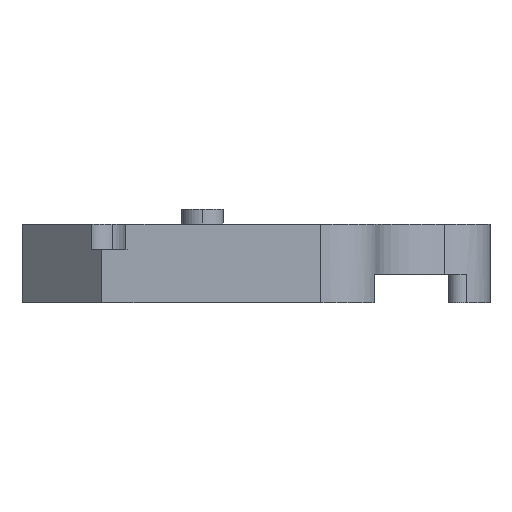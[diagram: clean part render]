
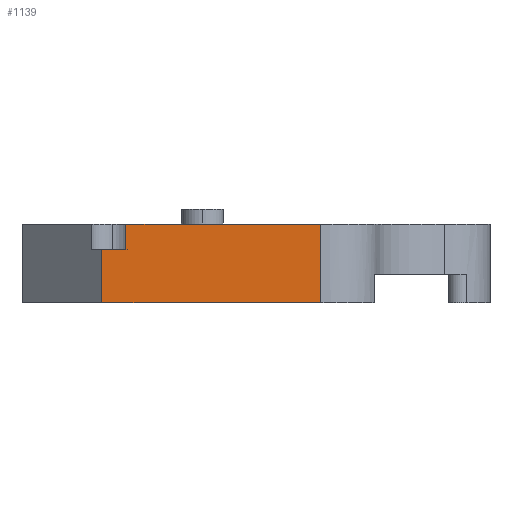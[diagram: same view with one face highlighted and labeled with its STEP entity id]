
A CAD part, left-side view. The second image highlights one B-rep face of the part: STEP entity #1139.
In plain terms, the highlighted planar face has unit normal (-1, 0, 0).
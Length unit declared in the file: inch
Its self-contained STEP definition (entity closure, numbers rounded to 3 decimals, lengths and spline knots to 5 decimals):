
#61 = ORIENTED_EDGE ( 'NONE', *, *, #374, .T. ) ;
#129 = CARTESIAN_POINT ( 'NONE',  ( -1.07159, 0.67976, 0.22244 ) ) ;
#371 = VERTEX_POINT ( 'NONE', #1109 ) ;
#374 = EDGE_CURVE ( 'NONE', #2252, #1687, #2296, .T. ) ;
#425 = EDGE_CURVE ( 'NONE', #371, #2467, #2097, .T. ) ;
#443 = ORIENTED_EDGE ( 'NONE', *, *, #1808, .F. ) ;
#489 = VECTOR ( 'NONE', #597, 39.37008 ) ;
#555 = DIRECTION ( 'NONE',  ( 0., -1., 0. ) ) ;
#558 = DIRECTION ( 'NONE',  ( 0., 0., 1. ) ) ;
#597 = DIRECTION ( 'NONE',  ( 0., 0., -1. ) ) ;
#645 = CARTESIAN_POINT ( 'NONE',  ( -1.07159, 0.67976, -0.125 ) ) ;
#647 = CARTESIAN_POINT ( 'NONE',  ( -1.07159, 0.67976, 0.11044 ) ) ;
#690 = VERTEX_POINT ( 'NONE', #2416 ) ;
#784 = EDGE_CURVE ( 'NONE', #690, #2002, #1131, .T. ) ;
#838 = EDGE_CURVE ( 'NONE', #2252, #2467, #1959, .T. ) ;
#844 = VECTOR ( 'NONE', #1703, 39.37008 ) ;
#1010 = VECTOR ( 'NONE', #1372, 39.37008 ) ;
#1015 = LINE ( 'NONE', #647, #1790 ) ;
#1055 = VECTOR ( 'NONE', #555, 39.37008 ) ;
#1109 = CARTESIAN_POINT ( 'NONE',  ( -1.07159, 0.67976, 0.11044 ) ) ;
#1117 = ORIENTED_EDGE ( 'NONE', *, *, #1618, .F. ) ;
#1131 = LINE ( 'NONE', #1902, #1010 ) ;
#1139 = ADVANCED_FACE ( 'NONE', ( #1853 ), #1466, .T. ) ;
#1160 = ORIENTED_EDGE ( 'NONE', *, *, #425, .T. ) ;
#1281 = ORIENTED_EDGE ( 'NONE', *, *, #784, .F. ) ;
#1299 = CARTESIAN_POINT ( 'NONE',  ( -1.07159, 0.57369, 0.22244 ) ) ;
#1300 = CARTESIAN_POINT ( 'NONE',  ( -1.07159, -0.2857, -0.125 ) ) ;
#1304 = CARTESIAN_POINT ( 'NONE',  ( -1.07159, -0.60903, -0.125 ) ) ;
#1326 = CARTESIAN_POINT ( 'NONE',  ( -1.07159, -0.2857, 0.22244 ) ) ;
#1372 = DIRECTION ( 'NONE',  ( 0., 0., 1. ) ) ;
#1408 = DIRECTION ( 'NONE',  ( 0., -1., 0. ) ) ;
#1466 = PLANE ( 'NONE',  #1979 ) ;
#1519 = CARTESIAN_POINT ( 'NONE',  ( -1.07159, 0.67976, 3.85068 ) ) ;
#1551 = ORIENTED_EDGE ( 'NONE', *, *, #838, .F. ) ;
#1618 = EDGE_CURVE ( 'NONE', #2002, #1687, #2051, .T. ) ;
#1687 = VERTEX_POINT ( 'NONE', #1326 ) ;
#1703 = DIRECTION ( 'NONE',  ( 0., 1., 0. ) ) ;
#1790 = VECTOR ( 'NONE', #1408, 39.37008 ) ;
#1808 = EDGE_CURVE ( 'NONE', #371, #690, #1015, .T. ) ;
#1853 = FACE_OUTER_BOUND ( 'NONE', #2080, .T. ) ;
#1902 = CARTESIAN_POINT ( 'NONE',  ( -1.07159, 0.57369, 0.22244 ) ) ;
#1959 = LINE ( 'NONE', #1304, #844 ) ;
#1979 = AXIS2_PLACEMENT_3D ( 'NONE', #2061, #2246, #2394 ) ;
#2002 = VERTEX_POINT ( 'NONE', #1299 ) ;
#2051 = LINE ( 'NONE', #129, #1055 ) ;
#2061 = CARTESIAN_POINT ( 'NONE',  ( -1.07159, 0.67976, 3.85068 ) ) ;
#2080 = EDGE_LOOP ( 'NONE', ( #443, #1160, #1551, #61, #1117, #1281 ) ) ;
#2097 = LINE ( 'NONE', #1519, #489 ) ;
#2246 = DIRECTION ( 'NONE',  ( -1., 0., 0. ) ) ;
#2252 = VERTEX_POINT ( 'NONE', #1300 ) ;
#2258 = CARTESIAN_POINT ( 'NONE',  ( -1.07159, -0.2857, 0.22244 ) ) ;
#2285 = VECTOR ( 'NONE', #558, 39.37008 ) ;
#2296 = LINE ( 'NONE', #2258, #2285 ) ;
#2394 = DIRECTION ( 'NONE',  ( 0., -1., 0. ) ) ;
#2416 = CARTESIAN_POINT ( 'NONE',  ( -1.07159, 0.57369, 0.11044 ) ) ;
#2467 = VERTEX_POINT ( 'NONE', #645 ) ;
